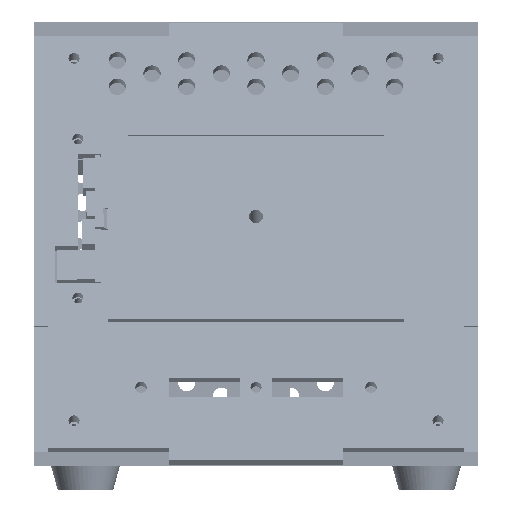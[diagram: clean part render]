
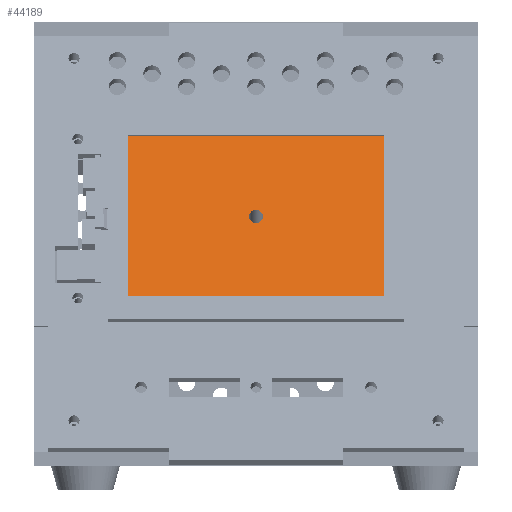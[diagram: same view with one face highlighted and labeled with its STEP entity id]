
A CAD part, front view. The second image highlights one B-rep face of the part: STEP entity #44189.
In plain terms, the highlighted free-form (B-spline) face has degree [1, 1] with [2, 2] control points.
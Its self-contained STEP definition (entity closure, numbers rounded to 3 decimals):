
#44189 = ADVANCED_FACE('',(#44190,#44220),#44234,.T.);
#44190 = FACE_BOUND('',#44191,.T.);
#44191 = EDGE_LOOP('',(#44192,#44201,#44208,#44215));
#44192 = ORIENTED_EDGE('',*,*,#44193,.T.);
#44193 = EDGE_CURVE('',#44194,#44196,#44198,.T.);
#44194 = VERTEX_POINT('',#44195);
#44195 = CARTESIAN_POINT('',(43.225,-174.368,
    56.775));
#44196 = VERTEX_POINT('',#44197);
#44197 = CARTESIAN_POINT('',(43.225,-156.643,
    111.205));
#44198 = B_SPLINE_CURVE_WITH_KNOTS('',1,(#44199,#44200),.UNSPECIFIED.,
  .F.,.F.,(2,2),(0.,49.),.PIECEWISE_BEZIER_KNOTS.);
#44199 = CARTESIAN_POINT('',(43.225,-174.368,
    56.775));
#44200 = CARTESIAN_POINT('',(43.225,-156.643,
    111.205));
#44201 = ORIENTED_EDGE('',*,*,#44202,.T.);
#44202 = EDGE_CURVE('',#44196,#44203,#44205,.T.);
#44203 = VERTEX_POINT('',#44204);
#44204 = CARTESIAN_POINT('',(-43.225,-156.643,
    111.205));
#44205 = B_SPLINE_CURVE_WITH_KNOTS('',1,(#44206,#44207),.UNSPECIFIED.,
  .F.,.F.,(2,2),(0.,74.),.PIECEWISE_BEZIER_KNOTS.);
#44206 = CARTESIAN_POINT('',(43.225,-156.643,
    111.205));
#44207 = CARTESIAN_POINT('',(-43.225,-156.643,
    111.205));
#44208 = ORIENTED_EDGE('',*,*,#44209,.T.);
#44209 = EDGE_CURVE('',#44203,#44210,#44212,.T.);
#44210 = VERTEX_POINT('',#44211);
#44211 = CARTESIAN_POINT('',(-43.225,-174.368,
    56.775));
#44212 = B_SPLINE_CURVE_WITH_KNOTS('',1,(#44213,#44214),.UNSPECIFIED.,
  .F.,.F.,(2,2),(0.,49.),.PIECEWISE_BEZIER_KNOTS.);
#44213 = CARTESIAN_POINT('',(-43.225,-156.643,
    111.205));
#44214 = CARTESIAN_POINT('',(-43.225,-174.368,
    56.775));
#44215 = ORIENTED_EDGE('',*,*,#44216,.T.);
#44216 = EDGE_CURVE('',#44210,#44194,#44217,.T.);
#44217 = B_SPLINE_CURVE_WITH_KNOTS('',1,(#44218,#44219),.UNSPECIFIED.,
  .F.,.F.,(2,2),(0.,74.),.PIECEWISE_BEZIER_KNOTS.);
#44218 = CARTESIAN_POINT('',(-43.225,-174.368,
    56.775));
#44219 = CARTESIAN_POINT('',(43.225,-174.368,
    56.775));
#44220 = FACE_BOUND('',#44221,.T.);
#44221 = EDGE_LOOP('',(#44222));
#44222 = ORIENTED_EDGE('',*,*,#44223,.F.);
#44223 = EDGE_CURVE('',#44224,#44224,#44226,.T.);
#44224 = VERTEX_POINT('',#44225);
#44225 = CARTESIAN_POINT('',(-2.336,-165.505,
    83.99));
#44226 = ( BOUNDED_CURVE() B_SPLINE_CURVE(2,(#44227,#44228,#44229,#44230
    ,#44231,#44232,#44233),.UNSPECIFIED.,.T.,.F.) 
B_SPLINE_CURVE_WITH_KNOTS((1,2,2,2,2,1),(-2.094,0.,
    2.094,4.189,6.283,8.378),
.UNSPECIFIED.) CURVE() GEOMETRIC_REPRESENTATION_ITEM() 
RATIONAL_B_SPLINE_CURVE((1.,0.5,1.,0.5,1.,0.5,1.)) REPRESENTATION_ITEM(
  '') );
#44227 = CARTESIAN_POINT('',(-2.336,-165.505,
    83.99));
#44228 = CARTESIAN_POINT('',(-2.336,-166.758,
    80.142));
#44229 = CARTESIAN_POINT('',(1.168,-166.132,
    82.066));
#44230 = CARTESIAN_POINT('',(4.673,-165.505,
    83.99));
#44231 = CARTESIAN_POINT('',(1.168,-164.879,
    85.914));
#44232 = CARTESIAN_POINT('',(-2.336,-164.252,
    87.838));
#44233 = CARTESIAN_POINT('',(-2.336,-165.505,
    83.99));
#44234 = B_SPLINE_SURFACE_WITH_KNOTS('',1,1,(
    (#44235,#44236)
    ,(#44237,#44238
    )),.UNSPECIFIED.,.F.,.F.,.F.,(2,2),(2,2),(-37.,37.),(-24.5,24.5),
  .PIECEWISE_BEZIER_KNOTS.);
#44235 = CARTESIAN_POINT('',(43.225,-156.643,
    111.205));
#44236 = CARTESIAN_POINT('',(43.225,-174.368,
    56.775));
#44237 = CARTESIAN_POINT('',(-43.225,-156.643,
    111.205));
#44238 = CARTESIAN_POINT('',(-43.225,-174.368,
    56.775));
